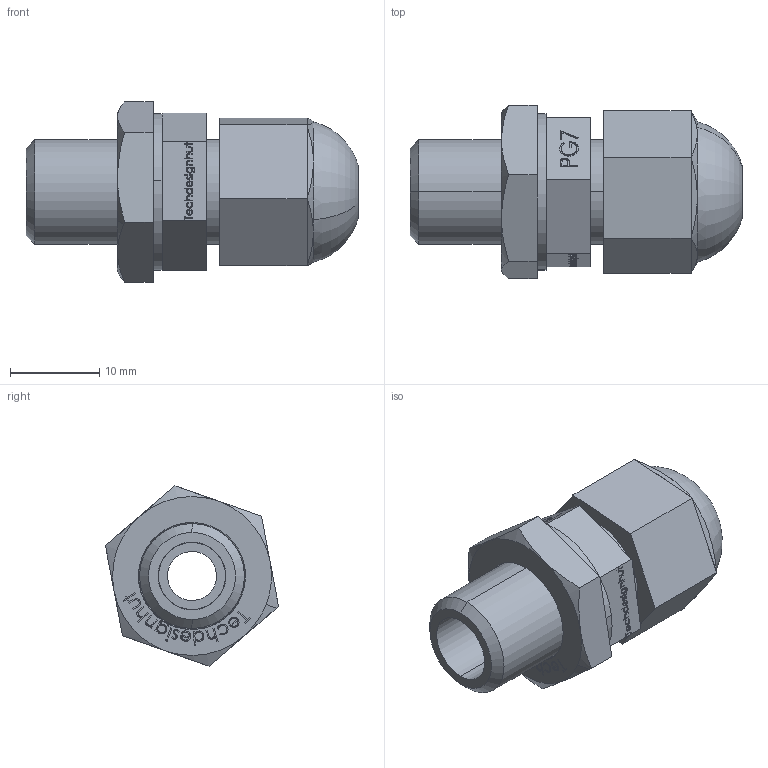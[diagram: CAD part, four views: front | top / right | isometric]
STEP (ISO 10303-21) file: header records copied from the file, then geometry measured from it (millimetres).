
FILE_DESCRIPTION (( 'STEP AP214' ), '1' );
FILE_NAME ('PG-7 GLAND-without_interf.STEP', '2020-08-10T00:04:15', ( '' ), ( '' ), 'SwSTEP 2.0', 'SolidWorks 2016', '' );
FILE_SCHEMA (( 'AUTOMOTIVE_DESIGN' ));
Length unit declared in the file: millimetre
Products named in the file (6): PG-7 GLAND-without_interf; SMALL GAKIT_1; UPPER_1; BASE_1_1; ROUND GASKIT_1; UPPER RING_1
Assembly tree (5 placements, depth 2):
  PG-7 GLAND-without_interf
    BASE_1_1
    UPPER_1
    SMALL GAKIT_1
    ROUND GASKIT_1
    UPPER RING_1
Bounding box: 37.2 x 19.4 x 20.2 mm (x, y, z)
Volume: 4678.2 mm3; surface area: 5545.8 mm2
Topology: 5 solids, 5 shells, 696 faces, 1852 edges, 1215 vertices
Faces by surface type: plane 393, bspline 214, cylinder 60, cone 25, torus 4
Entity records: 39715 total; most frequent: CARTESIAN_POINT 16126, ORIENTED_EDGE 3704, DIRECTION 2435, EDGE_CURVE 1852, VERTEX_POINT 1215, VECTOR 1131, LINE 1131, EDGE_LOOP 755
